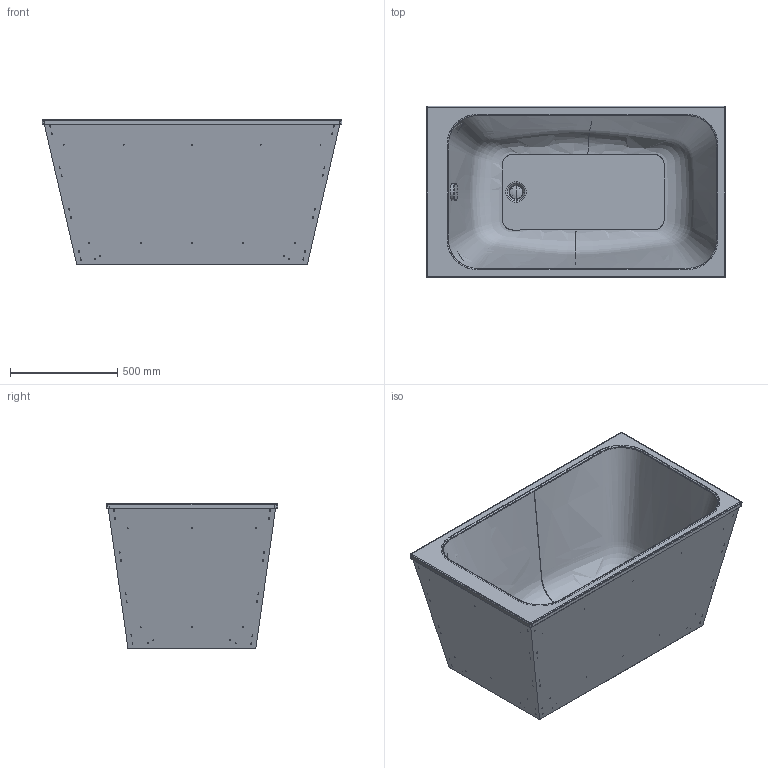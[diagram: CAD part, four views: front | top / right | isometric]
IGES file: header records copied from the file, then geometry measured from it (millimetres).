
Global section: file name: No Iges File Name specified; native system: Autodesk Inventor 2011; preprocessor: AutoDesk Inventor Iges Exporter R2011; author: Administrator; date: 20110526.110303; units: millimetre
Bounding box: 1400 x 800.02 x 679.79 mm (x, y, z)
Volume: 19547996.5 mm3; surface area: 10436975.1 mm2
Topology: 7 solids, 7 shells, 701 faces, 3923 edges, 3469 vertices
Faces by surface type: revolution 382, plane 261, bspline 32, cylinder 16, torus 8, cone 2
